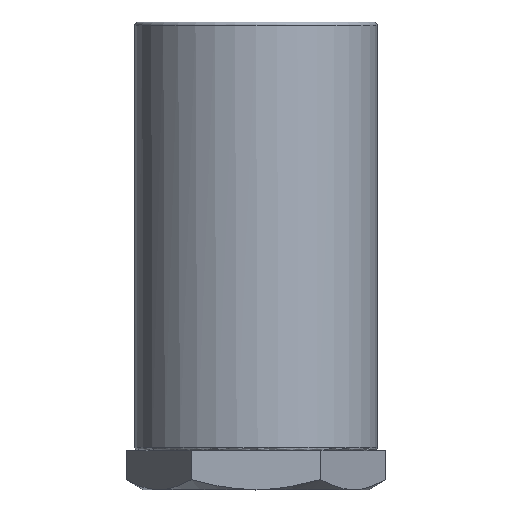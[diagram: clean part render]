
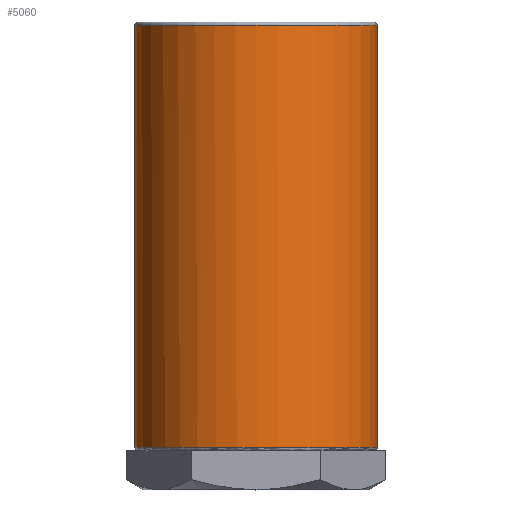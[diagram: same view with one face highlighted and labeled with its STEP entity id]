
A CAD part, top view. The second image highlights one B-rep face of the part: STEP entity #5060.
In plain terms, the highlighted cylindrical face has radius 24.765 mm (diameter 49.53 mm), a full revolution.
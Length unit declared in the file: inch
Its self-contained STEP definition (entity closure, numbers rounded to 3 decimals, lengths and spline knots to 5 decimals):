
#5015=CARTESIAN_POINT('',(0.975,0.025,0.0));
#5016=VERTEX_POINT('',#5015);
#5017=CARTESIAN_POINT('',(0.,0.025,0.0));
#5018=DIRECTION('',(0.0,-1.0,0.0));
#5019=DIRECTION('',(-1.0,0.0,0.0));
#5020=AXIS2_PLACEMENT_3D('',#5017,#5018,#5019);
#5021=CIRCLE('',#5020,0.975);
#5022=EDGE_CURVE('',#5016,#5016,#5021,.T.);
#5041=CARTESIAN_POINT('',(0.,1.725,0.0));
#5042=DIRECTION('',(0.,-1.0,0.0));
#5043=DIRECTION('',(1.0,0.0,0.0));
#5044=AXIS2_PLACEMENT_3D('',#5041,#5042,#5043);
#5045=CYLINDRICAL_SURFACE('',#5044,0.975);
#5046=CARTESIAN_POINT('',(0.975,3.425,0.));
#5047=VERTEX_POINT('',#5046);
#5048=CARTESIAN_POINT('',(0.,3.425,0.0));
#5049=DIRECTION('',(0.0,1.0,0.0));
#5050=DIRECTION('',(-1.0,0.0,0.0));
#5051=AXIS2_PLACEMENT_3D('',#5048,#5049,#5050);
#5052=CIRCLE('',#5051,0.975);
#5053=EDGE_CURVE('',#5047,#5047,#5052,.T.);
#5054=ORIENTED_EDGE('',*,*,#5053,.F.);
#5055=EDGE_LOOP('',(#5054));
#5056=FACE_OUTER_BOUND('',#5055,.T.);
#5057=ORIENTED_EDGE('',*,*,#5022,.F.);
#5058=EDGE_LOOP('',(#5057));
#5059=FACE_BOUND('',#5058,.T.);
#5060=ADVANCED_FACE('',(#5056,#5059),#5045,.T.);
